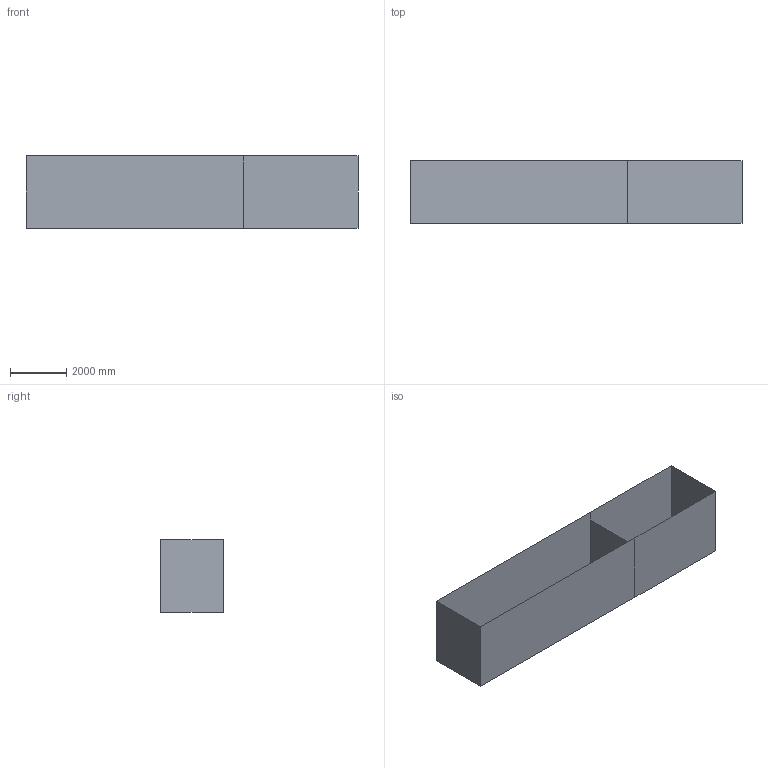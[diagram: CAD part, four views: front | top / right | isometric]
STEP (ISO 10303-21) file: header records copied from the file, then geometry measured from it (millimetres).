
FILE_DESCRIPTION (( 'STEP AP203' ), '1' );
FILE_NAME ('TANK.STEP', '2025-12-03T14:12:39', ( '' ), ( '' ), 'SwSTEP 2.0', 'SolidWorks 2025', '' );
FILE_SCHEMA (( 'CONFIG_CONTROL_DESIGN' ));
Length unit declared in the file: millimetre
Products named in the file (1): TANK
Bounding box: 11828 x 2238 x 2594 mm (x, y, z)
Surface area: 104480972 mm2 (no closed solid volume)
Topology: 0 solids, 3 shells, 9 faces, 31 edges, 24 vertices
Faces by surface type: plane 9
Entity records: 400 total; most frequent: CARTESIAN_POINT 67, DIRECTION 49, ORIENTED_EDGE 40, EDGE_CURVE 31, LINE 29, VECTOR 29, VERTEX_POINT 24, AXIS2_PLACEMENT_3D 10
